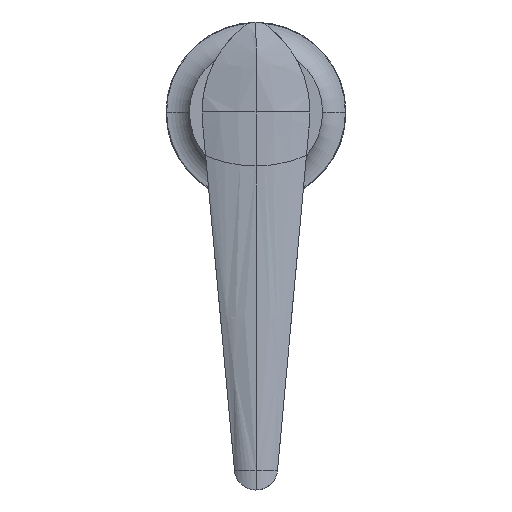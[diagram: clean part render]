
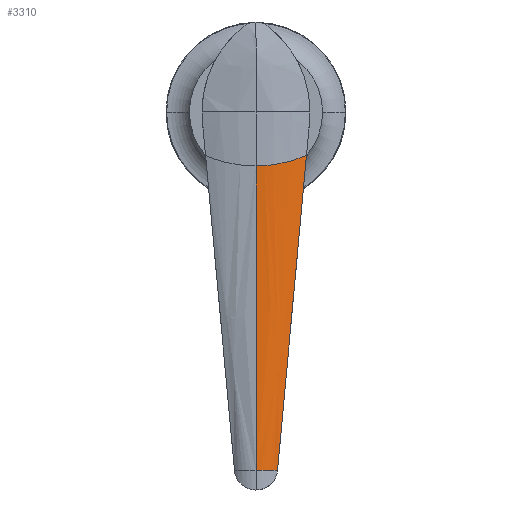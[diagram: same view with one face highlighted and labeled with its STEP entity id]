
A CAD part, top view. The second image highlights one B-rep face of the part: STEP entity #3310.
In plain terms, the highlighted free-form (B-spline) face has degree [3, 3] with [4, 6] control points.
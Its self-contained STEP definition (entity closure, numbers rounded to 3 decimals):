
#89 = DIRECTION ( 'NONE',  ( 0., 0., -1. ) ) ;
#210 = CARTESIAN_POINT ( 'NONE',  ( 10.149, -1.831, -0.846 ) ) ;
#453 = CARTESIAN_POINT ( 'NONE',  ( 0., 0., 0. ) ) ;
#766 = B_SPLINE_CURVE_WITH_KNOTS ( 'NONE', 3,
 ( #8592, #4266, #3182, #2105, #1026, #10517, #9427, #8347, #7268, #6166, #5093, #4012 ),
 .UNSPECIFIED., .F., .F.,
 ( 4, 2, 2, 2, 2, 4 ),
 ( 0., 0.004, 0.007, 0.009, 0.011, 0.015 ),
 .UNSPECIFIED. ) ;
#900 = EDGE_CURVE ( 'NONE', #3473, #5619, #766, .T. ) ;
#911 = CARTESIAN_POINT ( 'NONE',  ( 14.017, -12.071, -2.5 ) ) ;
#1026 = CARTESIAN_POINT ( 'NONE',  ( 8.432, -13.99, -0.891 ) ) ;
#1111 = CARTESIAN_POINT ( 'NONE',  ( 14.017, -12.071, -2.5 ) ) ;
#1173 = DIRECTION ( 'NONE',  ( 0., 1., 0. ) ) ;
#1208 = VECTOR ( 'NONE', #5011, 1000. ) ;
#1286 = CARTESIAN_POINT ( 'NONE',  ( 8.196, -35.014, -0.864 ) ) ;
#1523 = FACE_OUTER_BOUND ( 'NONE', #8188, .T. ) ;
#1550 = CARTESIAN_POINT ( 'NONE',  ( 0., -0.915, 0. ) ) ;
#1686 = VERTEX_POINT ( 'NONE', #8510 ) ;
#2105 = CARTESIAN_POINT ( 'NONE',  ( 9.593, -13.681, -1.159 ) ) ;
#2127 = CARTESIAN_POINT ( 'NONE',  ( 15., 0., -2.5 ) ) ;
#2210 = CARTESIAN_POINT ( 'NONE',  ( 11.336, -41.23, -2.5 ) ) ;
#2275 = CARTESIAN_POINT ( 'NONE',  ( 0., -99.549, -8.39 ) ) ;
#2385 = CARTESIAN_POINT ( 'NONE',  ( 6.297, -67.282, -0.882 ) ) ;
#2630 = CARTESIAN_POINT ( 'NONE',  ( 0., -1.83, 0. ) ) ;
#2758 = CARTESIAN_POINT ( 'NONE',  ( 5.975, -99.549, -2.5 ) ) ;
#3165 = ORIENTED_EDGE ( 'NONE', *, *, #6124, .F. ) ;
#3182 = CARTESIAN_POINT ( 'NONE',  ( 11.849, -12.955, -1.774 ) ) ;
#3204 = CARTESIAN_POINT ( 'NONE',  ( 15., -0.915, -2.5 ) ) ;
#3277 = CARTESIAN_POINT ( 'NONE',  ( 8.655, -70.39, -2.5 ) ) ;
#3310 = ADVANCED_FACE ( 'NONE', ( #1523 ), #3714, .T. ) ;
#3455 = CARTESIAN_POINT ( 'NONE',  ( 4.398, -99.549, -0.901 ) ) ;
#3473 = VERTEX_POINT ( 'NONE', #911 ) ;
#3706 = CARTESIAN_POINT ( 'NONE',  ( 0., -35.013, 0. ) ) ;
#3714 = B_SPLINE_SURFACE_WITH_KNOTS ( 'NONE', 3, 3, ( 
 ( #5881, #4788, #3706, #2630, #1550, #453 ),
 ( #9961, #8881, #7787, #6710, #5627, #4529 ),
 ( #3455, #2385, #1286, #210, #9709, #8608 ),
 ( #7538, #6446, #5359, #4284, #3204, #2127 ) ),
 .UNSPECIFIED., .F., .F., .F.,
 ( 4, 4 ),
 ( 4, 2, 4 ),
 ( 0., 1. ),
 ( 0., 0.972, 1. ),
 .UNSPECIFIED. ) ;
#4012 = CARTESIAN_POINT ( 'NONE',  ( 0., -15., 0. ) ) ;
#4266 = CARTESIAN_POINT ( 'NONE',  ( 12.947, -12.538, -2.121 ) ) ;
#4284 = CARTESIAN_POINT ( 'NONE',  ( 14.958, -1.831, -2.5 ) ) ;
#4360 = CARTESIAN_POINT ( 'NONE',  ( 5.975, -99.549, -2.5 ) ) ;
#4389 = CIRCLE ( 'NONE', #10359, 8.39 ) ;
#4529 = CARTESIAN_POINT ( 'NONE',  ( 5.104, 0., 0. ) ) ;
#4788 = CARTESIAN_POINT ( 'NONE',  ( 0., -67.281, 0. ) ) ;
#5011 = DIRECTION ( 'NONE',  ( 0., 1., 0. ) ) ;
#5093 = CARTESIAN_POINT ( 'NONE',  ( 1.228, -15., 0. ) ) ;
#5359 = CARTESIAN_POINT ( 'NONE',  ( 11.908, -35.014, -2.5 ) ) ;
#5619 = VERTEX_POINT ( 'NONE', #9447 ) ;
#5627 = CARTESIAN_POINT ( 'NONE',  ( 5.105, -0.915, 0. ) ) ;
#5881 = CARTESIAN_POINT ( 'NONE',  ( 0., -99.549, 0. ) ) ;
#5935 = ORIENTED_EDGE ( 'NONE', *, *, #9088, .T. ) ;
#6089 = CARTESIAN_POINT ( 'NONE',  ( 0., -49.775, 0. ) ) ;
#6124 = EDGE_CURVE ( 'NONE', #1686, #5619, #7188, .T. ) ;
#6166 = CARTESIAN_POINT ( 'NONE',  ( 2.448, -14.936, -0.058 ) ) ;
#6263 = ORIENTED_EDGE ( 'NONE', *, *, #6936, .T. ) ;
#6446 = CARTESIAN_POINT ( 'NONE',  ( 8.941, -67.282, -2.5 ) ) ;
#6639 = ORIENTED_EDGE ( 'NONE', *, *, #900, .T. ) ;
#6710 = CARTESIAN_POINT ( 'NONE',  ( 5.092, -1.831, 0. ) ) ;
#6936 = EDGE_CURVE ( 'NONE', #7007, #3473, #6971, .T. ) ;
#6971 = B_SPLINE_CURVE_WITH_KNOTS ( 'NONE', 3,
 ( #4360, #3277, #2210, #1111 ),
 .UNSPECIFIED., .F., .F.,
 ( 4, 4 ),
 ( 0., 0.879 ),
 .UNSPECIFIED. ) ;
#7007 = VERTEX_POINT ( 'NONE', #2758 ) ;
#7188 = LINE ( 'NONE', #6089, #1208 ) ;
#7268 = CARTESIAN_POINT ( 'NONE',  ( 4.266, -14.744, -0.228 ) ) ;
#7538 = CARTESIAN_POINT ( 'NONE',  ( 5.975, -99.549, -2.5 ) ) ;
#7787 = CARTESIAN_POINT ( 'NONE',  ( 4.126, -35.014, 0. ) ) ;
#8188 = EDGE_LOOP ( 'NONE', ( #6263, #6639, #3165, #5935 ) ) ;
#8347 = CARTESIAN_POINT ( 'NONE',  ( 4.872, -14.665, -0.299 ) ) ;
#8510 = CARTESIAN_POINT ( 'NONE',  ( 0., -99.549, 0. ) ) ;
#8592 = CARTESIAN_POINT ( 'NONE',  ( 14.017, -12.071, -2.5 ) ) ;
#8608 = CARTESIAN_POINT ( 'NONE',  ( 10.172, 0., -0.845 ) ) ;
#8881 = CARTESIAN_POINT ( 'NONE',  ( 3.186, -67.281, 0. ) ) ;
#9088 = EDGE_CURVE ( 'NONE', #1686, #7007, #4389, .T. ) ;
#9427 = CARTESIAN_POINT ( 'NONE',  ( 6.071, -14.475, -0.467 ) ) ;
#9447 = CARTESIAN_POINT ( 'NONE',  ( 0., -15., 0. ) ) ;
#9709 = CARTESIAN_POINT ( 'NONE',  ( 10.174, -0.915, -0.845 ) ) ;
#9961 = CARTESIAN_POINT ( 'NONE',  ( 2.246, -99.549, 0. ) ) ;
#10359 = AXIS2_PLACEMENT_3D ( 'NONE', #2275, #1173, #89 ) ;
#10517 = CARTESIAN_POINT ( 'NONE',  ( 6.666, -14.365, -0.564 ) ) ;
